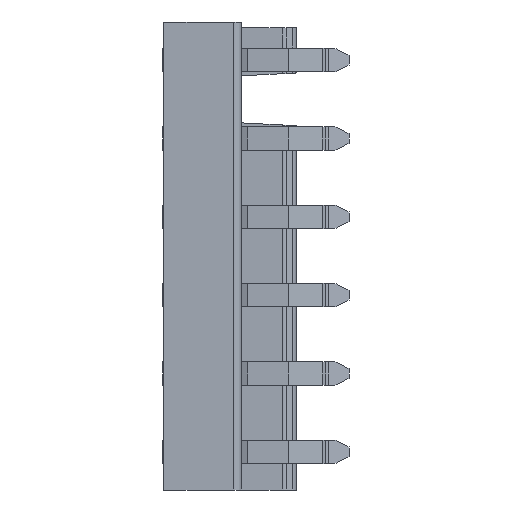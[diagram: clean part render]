
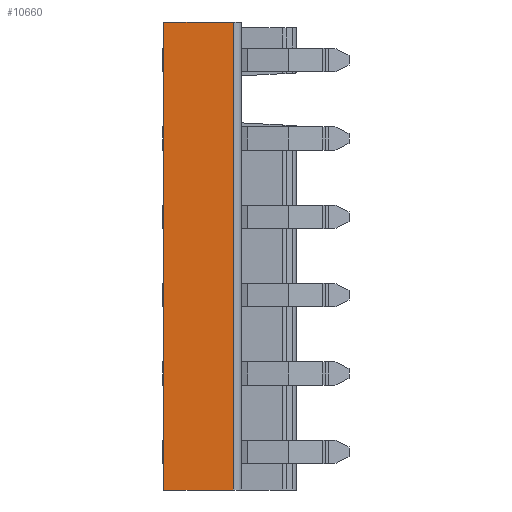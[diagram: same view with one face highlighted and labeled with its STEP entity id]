
A CAD part, left-side view. The second image highlights one B-rep face of the part: STEP entity #10660.
In plain terms, the highlighted planar face has unit normal (-1, 0, 0).
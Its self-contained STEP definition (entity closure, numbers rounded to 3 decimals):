
#525 = DIRECTION ( 'NONE',  ( 0., 0., -1. ) ) ;
#528 = CARTESIAN_POINT ( 'NONE',  ( -4.375, 1.98, 1. ) ) ;
#1641 = DIRECTION ( 'NONE',  ( 0., 1., 0. ) ) ;
#1642 = DIRECTION ( 'NONE',  ( 1., 0., 0. ) ) ;
#1648 = CARTESIAN_POINT ( 'NONE',  ( -4.375, 0.2, 1. ) ) ;
#1719 = PLANE ( 'NONE',  #13502 ) ;
#3913 = ORIENTED_EDGE ( 'NONE', *, *, #8583, .T. ) ;
#3914 = ORIENTED_EDGE ( 'NONE', *, *, #18611, .T. ) ;
#3915 = ORIENTED_EDGE ( 'NONE', *, *, #8584, .F. ) ;
#3916 = ORIENTED_EDGE ( 'NONE', *, *, #8585, .F. ) ;
#7237 = VERTEX_POINT ( 'NONE', #26222 ) ;
#7456 = VERTEX_POINT ( 'NONE', #25475 ) ;
#8583 = EDGE_CURVE ( 'NONE', #11841, #7237, #24177, .T. ) ;
#8584 = EDGE_CURVE ( 'NONE', #11839, #7456, #24172, .T. ) ;
#8585 = EDGE_CURVE ( 'NONE', #11841, #11839, #24173, .T. ) ;
#10660 = ADVANCED_FACE ( 'NONE', ( #33642 ), #1719, .F. ) ;
#11057 = EDGE_LOOP ( 'NONE', ( #3913, #3914, #3915, #3916 ) ) ;
#11839 = VERTEX_POINT ( 'NONE', #25931 ) ;
#11841 = VERTEX_POINT ( 'NONE', #25923 ) ;
#12594 = LINE ( 'NONE', #528, #12598 ) ;
#12598 = VECTOR ( 'NONE', #525, 1000. ) ;
#13502 = AXIS2_PLACEMENT_3D ( 'NONE', #1648, #1642, #1641 ) ;
#18611 = EDGE_CURVE ( 'NONE', #7237, #7456, #12594, .T. ) ;
#24169 = VECTOR ( 'NONE', #33447, 1000. ) ;
#24171 = VECTOR ( 'NONE', #33455, 1000. ) ;
#24172 = LINE ( 'NONE', #33478, #24171 ) ;
#24173 = LINE ( 'NONE', #33448, #24169 ) ;
#24174 = VECTOR ( 'NONE', #33456, 1000. ) ;
#24177 = LINE ( 'NONE', #33459, #24174 ) ;
#25475 = CARTESIAN_POINT ( 'NONE',  ( -4.375, 1.98, -10.975 ) ) ;
#25923 = CARTESIAN_POINT ( 'NONE',  ( -4.375, 0.2, 0.975 ) ) ;
#25931 = CARTESIAN_POINT ( 'NONE',  ( -4.375, 0.2, -10.975 ) ) ;
#26222 = CARTESIAN_POINT ( 'NONE',  ( -4.375, 1.98, 0.975 ) ) ;
#33447 = DIRECTION ( 'NONE',  ( 0., 0., -1. ) ) ;
#33448 = CARTESIAN_POINT ( 'NONE',  ( -4.375, 0.2, 1. ) ) ;
#33455 = DIRECTION ( 'NONE',  ( 0., 1., 0. ) ) ;
#33456 = DIRECTION ( 'NONE',  ( 0., 1., 0. ) ) ;
#33459 = CARTESIAN_POINT ( 'NONE',  ( -4.375, -1.4, 0.975 ) ) ;
#33478 = CARTESIAN_POINT ( 'NONE',  ( -4.375, -1.4, -10.975 ) ) ;
#33642 = FACE_OUTER_BOUND ( 'NONE', #11057, .T. ) ;
